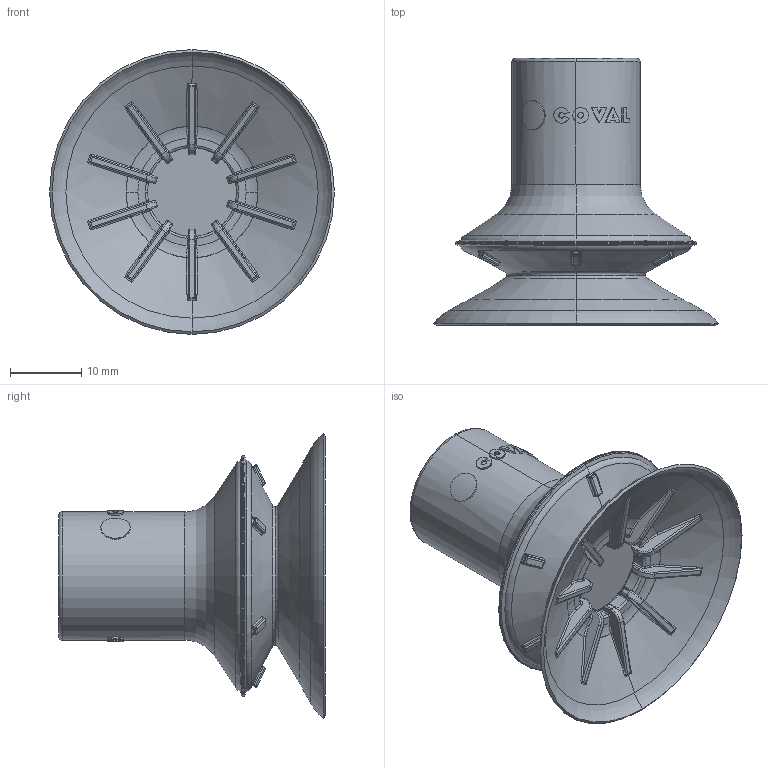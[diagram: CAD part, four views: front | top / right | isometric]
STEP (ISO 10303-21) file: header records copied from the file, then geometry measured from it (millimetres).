
FILE_DESCRIPTION(('STEP AP214'),'1');
FILE_NAME('COVAL_MVS401_5SIT5C.stp','2017-12-27T18:42:34',('TraceParts'),('TraceParts S.A.'),'Spatial InterOp 3D',' ',' ');
FILE_SCHEMA(('automotive_design'));
Length unit declared in the file: millimetre
Products named in the file (1): COVAL_MVS401_5SIT5C
Bounding box: 40 x 37.5 x 40 mm (x, y, z)
Volume: 11149.9 mm3; surface area: 6204.9 mm2
Topology: 1 solids, 1 shells, 692 faces, 1702 edges, 1006 vertices
Faces by surface type: cylinder 215, bspline 190, plane 123, torus 78, sphere 70, cone 16
Entity records: 32218 total; most frequent: CARTESIAN_POINT 12252, ORIENTED_EDGE 3356, DIRECTION 2608, EDGE_CURVE 1678, AXIS2_PLACEMENT_3D 1075, VERTEX_POINT 1006, EDGE_LOOP 710, STYLED_ITEM 693
